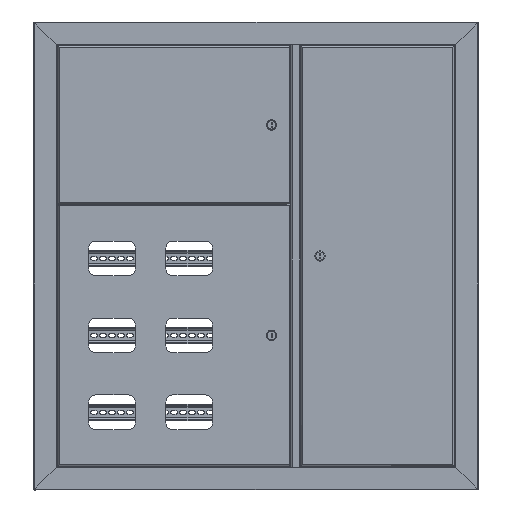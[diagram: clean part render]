
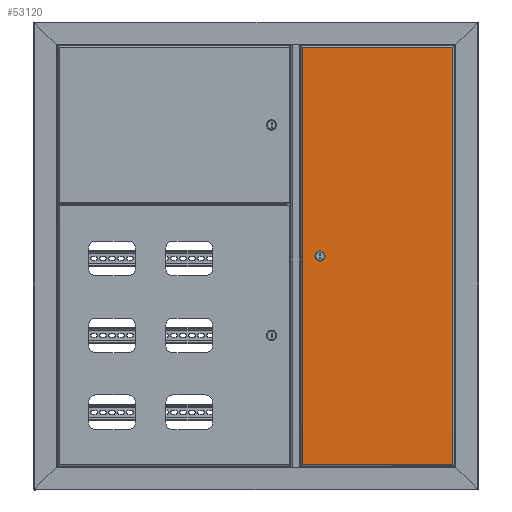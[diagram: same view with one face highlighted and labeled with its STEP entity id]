
A CAD part, top view. The second image highlights one B-rep face of the part: STEP entity #53120.
In plain terms, the highlighted planar face has unit normal (0, 0, 1).
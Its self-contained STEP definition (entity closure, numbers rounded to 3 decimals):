
#583 = EDGE_CURVE ( 'NONE', #11451, #17139, #6163, .T. ) ;
#905 = EDGE_CURVE ( 'NONE', #6980, #18663, #41135, .T. ) ;
#979 = AXIS2_PLACEMENT_3D ( 'NONE', #30967, #49465, #7951 ) ;
#6079 = CARTESIAN_POINT ( 'NONE',  ( 444.551, 31.5, 0. ) ) ;
#6163 = LINE ( 'NONE', #24048, #44937 ) ;
#6940 = CARTESIAN_POINT ( 'NONE',  ( 448.2, 40., 0. ) ) ;
#6980 = VERTEX_POINT ( 'NONE', #27127 ) ;
#7503 = VERTEX_POINT ( 'NONE', #23121 ) ;
#7951 = DIRECTION ( 'NONE',  ( -1., 0., 0. ) ) ;
#9342 = ORIENTED_EDGE ( 'NONE', *, *, #20047, .T. ) ;
#9479 = CARTESIAN_POINT ( 'NONE',  ( 1.7, 1.7, 0. ) ) ;
#11451 = VERTEX_POINT ( 'NONE', #51677 ) ;
#13989 = CIRCLE ( 'NONE', #33337, 9.25 ) ;
#15432 = DIRECTION ( 'NONE',  ( 1., 0., 0. ) ) ;
#17139 = VERTEX_POINT ( 'NONE', #24180 ) ;
#17144 = ORIENTED_EDGE ( 'NONE', *, *, #34451, .T. ) ;
#17342 = VECTOR ( 'NONE', #24647, 1000. ) ;
#17696 = CARTESIAN_POINT ( 'NONE',  ( 448.2, 40., 0. ) ) ;
#17800 = LINE ( 'NONE', #36288, #31229 ) ;
#18114 = LINE ( 'NONE', #28383, #51984 ) ;
#18602 = DIRECTION ( 'NONE',  ( 0., 0., 1. ) ) ;
#18663 = VERTEX_POINT ( 'NONE', #26204 ) ;
#20047 = EDGE_CURVE ( 'NONE', #23857, #50944, #51646, .T. ) ;
#21052 = EDGE_CURVE ( 'NONE', #18663, #11451, #13989, .T. ) ;
#21306 = EDGE_CURVE ( 'NONE', #53749, #6980, #17800, .T. ) ;
#21350 = ORIENTED_EDGE ( 'NONE', *, *, #27768, .T. ) ;
#23121 = CARTESIAN_POINT ( 'NONE',  ( 894.7, 1.7, 0. ) ) ;
#23857 = VERTEX_POINT ( 'NONE', #34494 ) ;
#24048 = CARTESIAN_POINT ( 'NONE',  ( 451.849, 48.5, 0. ) ) ;
#24180 = CARTESIAN_POINT ( 'NONE',  ( 444.551, 48.5, 0. ) ) ;
#24647 = DIRECTION ( 'NONE',  ( 0., -1., 0. ) ) ;
#24797 = CIRCLE ( 'NONE', #48046, 9.25 ) ;
#25582 = VECTOR ( 'NONE', #46443, 1000. ) ;
#26204 = CARTESIAN_POINT ( 'NONE',  ( 457.45, 40., 0. ) ) ;
#27099 = LINE ( 'NONE', #40478, #36700 ) ;
#27127 = CARTESIAN_POINT ( 'NONE',  ( 451.849, 31.5, 0. ) ) ;
#27768 = EDGE_CURVE ( 'NONE', #50944, #7503, #50986, .T. ) ;
#28022 = CARTESIAN_POINT ( 'NONE',  ( 1.7, 1.7, 0. ) ) ;
#28383 = CARTESIAN_POINT ( 'NONE',  ( 894.7, 0., 0. ) ) ;
#29064 = CARTESIAN_POINT ( 'NONE',  ( 894.7, 324., 0. ) ) ;
#30967 = CARTESIAN_POINT ( 'NONE',  ( 0., 325.7, 0. ) ) ;
#31229 = VECTOR ( 'NONE', #54776, 1000. ) ;
#33337 = AXIS2_PLACEMENT_3D ( 'NONE', #6940, #56943, #15432 ) ;
#33721 = DIRECTION ( 'NONE',  ( -1., 0., 0. ) ) ;
#34356 = ORIENTED_EDGE ( 'NONE', *, *, #905, .F. ) ;
#34451 = EDGE_CURVE ( 'NONE', #50047, #23857, #27099, .T. ) ;
#34494 = CARTESIAN_POINT ( 'NONE',  ( 1.7, 324., 0. ) ) ;
#34940 = ORIENTED_EDGE ( 'NONE', *, *, #47940, .F. ) ;
#35367 = ORIENTED_EDGE ( 'NONE', *, *, #583, .F. ) ;
#35511 = FACE_OUTER_BOUND ( 'NONE', #45155, .T. ) ;
#36288 = CARTESIAN_POINT ( 'NONE',  ( 451.849, 31.5, 0. ) ) ;
#36700 = VECTOR ( 'NONE', #37106, 1000. ) ;
#37096 = DIRECTION ( 'NONE',  ( 1., 0., 0. ) ) ;
#37106 = DIRECTION ( 'NONE',  ( -1., 0., 0. ) ) ;
#38008 = CARTESIAN_POINT ( 'NONE',  ( 1.7, 324.293, 0. ) ) ;
#40478 = CARTESIAN_POINT ( 'NONE',  ( 894.993, 324., 0. ) ) ;
#41135 = CIRCLE ( 'NONE', #53715, 9.25 ) ;
#43288 = ORIENTED_EDGE ( 'NONE', *, *, #50454, .T. ) ;
#44937 = VECTOR ( 'NONE', #33721, 1000. ) ;
#45155 = EDGE_LOOP ( 'NONE', ( #21350, #43288, #17144, #9342 ) ) ;
#45817 = DIRECTION ( 'NONE',  ( 1., 0., 0. ) ) ;
#46305 = DIRECTION ( 'NONE',  ( 0., 1., 0. ) ) ;
#46418 = DIRECTION ( 'NONE',  ( 0., 0., 1. ) ) ;
#46443 = DIRECTION ( 'NONE',  ( 1., 0., 0. ) ) ;
#47940 = EDGE_CURVE ( 'NONE', #17139, #53749, #24797, .T. ) ;
#48046 = AXIS2_PLACEMENT_3D ( 'NONE', #17696, #18602, #37096 ) ;
#48627 = ORIENTED_EDGE ( 'NONE', *, *, #21052, .F. ) ;
#49465 = DIRECTION ( 'NONE',  ( 0., 0., -1. ) ) ;
#49768 = CARTESIAN_POINT ( 'NONE',  ( 448.2, 40., 0. ) ) ;
#50047 = VERTEX_POINT ( 'NONE', #29064 ) ;
#50454 = EDGE_CURVE ( 'NONE', #7503, #50047, #18114, .T. ) ;
#50944 = VERTEX_POINT ( 'NONE', #28022 ) ;
#50986 = LINE ( 'NONE', #9479, #25582 ) ;
#51646 = LINE ( 'NONE', #38008, #17342 ) ;
#51677 = CARTESIAN_POINT ( 'NONE',  ( 451.849, 48.5, 0. ) ) ;
#51984 = VECTOR ( 'NONE', #46305, 1000. ) ;
#52915 = ORIENTED_EDGE ( 'NONE', *, *, #21306, .F. ) ;
#53120 = ADVANCED_FACE ( 'NONE', ( #58555, #35511 ), #54013, .F. ) ;
#53715 = AXIS2_PLACEMENT_3D ( 'NONE', #49768, #46418, #45817 ) ;
#53749 = VERTEX_POINT ( 'NONE', #6079 ) ;
#54013 = PLANE ( 'NONE',  #979 ) ;
#54776 = DIRECTION ( 'NONE',  ( 1., 0., 0. ) ) ;
#56943 = DIRECTION ( 'NONE',  ( 0., 0., 1. ) ) ;
#58555 = FACE_BOUND ( 'NONE', #59103, .T. ) ;
#59103 = EDGE_LOOP ( 'NONE', ( #35367, #48627, #34356, #52915, #34940 ) ) ;
